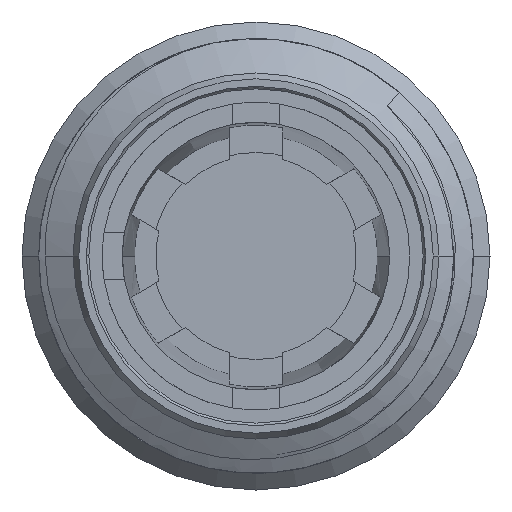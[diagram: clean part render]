
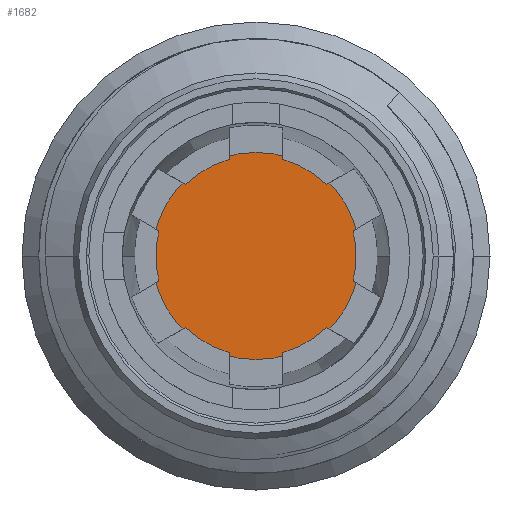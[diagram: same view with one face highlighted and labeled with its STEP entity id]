
A CAD part, left-side view. The second image highlights one B-rep face of the part: STEP entity #1682.
In plain terms, the highlighted planar face has unit normal (-1, 0, 0).
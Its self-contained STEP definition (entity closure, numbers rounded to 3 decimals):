
#16=CARTESIAN_POINT('',(22.91,0.,0.));
#17=DIRECTION('',(-1.,0.,0.));
#18=DIRECTION('',(0.,-1.,0.));
#19=AXIS2_PLACEMENT_3D('',#16,#17,#18);
#31=CARTESIAN_POINT('',(22.91,0.,0.));
#32=DIRECTION('',(-1.,0.,0.));
#33=DIRECTION('',(0.,1.,0.));
#34=AXIS2_PLACEMENT_3D('',#31,#32,#33);
#1645=CARTESIAN_POINT('',(22.91,-4.314,
0.));
#1646=CARTESIAN_POINT('',(22.91,4.314,
0.));
#1647=VERTEX_POINT('',#1645);
#1648=VERTEX_POINT('',#1646);
#1672=CARTESIAN_POINT('',(22.91,0.,0.));
#1673=DIRECTION('',(1.,0.,0.));
#1674=DIRECTION('',(0.,-1.,0.));
#1675=AXIS2_PLACEMENT_3D('',#1672,#1673,#1674);
#1676=PLANE('141',#1675);
#1677=ORIENTED_EDGE('652',*,*,#1654,.F.);
#1679=ORIENTED_EDGE('653',*,*,#1678,.F.);
#1680=EDGE_LOOP('141',(#1677,#1679));
#1681=FACE_OUTER_BOUND('141',#1680,.F.);
#20=CIRCLE('652',#19,4.314);
#35=CIRCLE('653',#34,4.314);
#1654=EDGE_CURVE('652',#1647,#1648,#20,.T.);
#1678=EDGE_CURVE('653',#1648,#1647,#35,.T.);
#1682=ADVANCED_FACE('141',(#1681),#1676,.F.);
